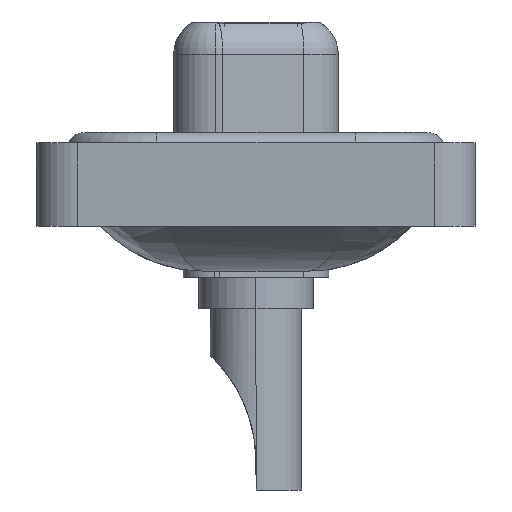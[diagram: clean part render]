
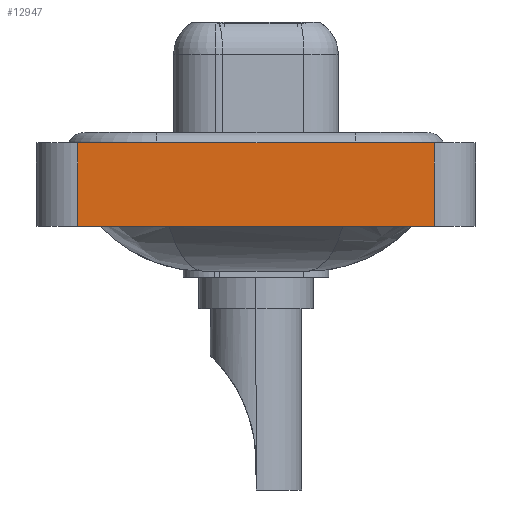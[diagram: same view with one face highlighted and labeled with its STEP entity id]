
A CAD part, left-side view. The second image highlights one B-rep face of the part: STEP entity #12947.
In plain terms, the highlighted planar face has unit normal (-1, 0, 0).
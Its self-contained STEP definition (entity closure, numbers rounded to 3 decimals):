
#1385 = CARTESIAN_POINT ( 'NONE',  ( -7.35, -8.55, 0.4 ) ) ;
#1561 = PLANE ( 'NONE',  #18624 ) ;
#1660 = LINE ( 'NONE', #10561, #4966 ) ;
#1769 = CARTESIAN_POINT ( 'NONE',  ( -7.35, 8.55, 0.4 ) ) ;
#3542 = LINE ( 'NONE', #16062, #9725 ) ;
#3943 = VERTEX_POINT ( 'NONE', #16664 ) ;
#4497 = DIRECTION ( 'NONE',  ( 0., 0., 1. ) ) ;
#4897 = DIRECTION ( 'NONE',  ( -1., 0., 0. ) ) ;
#4966 = VECTOR ( 'NONE', #8723, 1000. ) ;
#6321 = CARTESIAN_POINT ( 'NONE',  ( -7.35, -8.55, -3.6 ) ) ;
#6934 = LINE ( 'NONE', #1385, #9404 ) ;
#7789 = VERTEX_POINT ( 'NONE', #1769 ) ;
#7990 = ORIENTED_EDGE ( 'NONE', *, *, #9144, .F. ) ;
#8100 = CARTESIAN_POINT ( 'NONE',  ( -7.35, -8.55, -3.6 ) ) ;
#8311 = EDGE_CURVE ( 'NONE', #7789, #10620, #6934, .T. ) ;
#8723 = DIRECTION ( 'NONE',  ( 0., 0., 1. ) ) ;
#9144 = EDGE_CURVE ( 'NONE', #3943, #7789, #1660, .T. ) ;
#9404 = VECTOR ( 'NONE', #19087, 1000. ) ;
#9725 = VECTOR ( 'NONE', #16172, 1000. ) ;
#10561 = CARTESIAN_POINT ( 'NONE',  ( -7.35, 8.55, -3.6 ) ) ;
#10620 = VERTEX_POINT ( 'NONE', #19697 ) ;
#10764 = EDGE_CURVE ( 'NONE', #14193, #10620, #13293, .T. ) ;
#10840 = EDGE_LOOP ( 'NONE', ( #21939, #13508, #7990, #20696 ) ) ;
#12061 = DIRECTION ( 'NONE',  ( 0., 0., 1. ) ) ;
#12678 = EDGE_CURVE ( 'NONE', #3943, #14193, #3542, .T. ) ;
#12947 = ADVANCED_FACE ( 'NONE', ( #22267 ), #1561, .T. ) ;
#13293 = LINE ( 'NONE', #8100, #21592 ) ;
#13508 = ORIENTED_EDGE ( 'NONE', *, *, #8311, .F. ) ;
#14193 = VERTEX_POINT ( 'NONE', #6321 ) ;
#16062 = CARTESIAN_POINT ( 'NONE',  ( -7.35, -8.55, -3.6 ) ) ;
#16172 = DIRECTION ( 'NONE',  ( 0., -1., 0. ) ) ;
#16664 = CARTESIAN_POINT ( 'NONE',  ( -7.35, 8.55, -3.6 ) ) ;
#18624 = AXIS2_PLACEMENT_3D ( 'NONE', #21002, #4897, #12061 ) ;
#19087 = DIRECTION ( 'NONE',  ( 0., -1., 0. ) ) ;
#19697 = CARTESIAN_POINT ( 'NONE',  ( -7.35, -8.55, 0.4 ) ) ;
#20696 = ORIENTED_EDGE ( 'NONE', *, *, #12678, .T. ) ;
#21002 = CARTESIAN_POINT ( 'NONE',  ( -7.35, -8.55, -3.6 ) ) ;
#21592 = VECTOR ( 'NONE', #4497, 1000. ) ;
#21939 = ORIENTED_EDGE ( 'NONE', *, *, #10764, .T. ) ;
#22267 = FACE_OUTER_BOUND ( 'NONE', #10840, .T. ) ;
